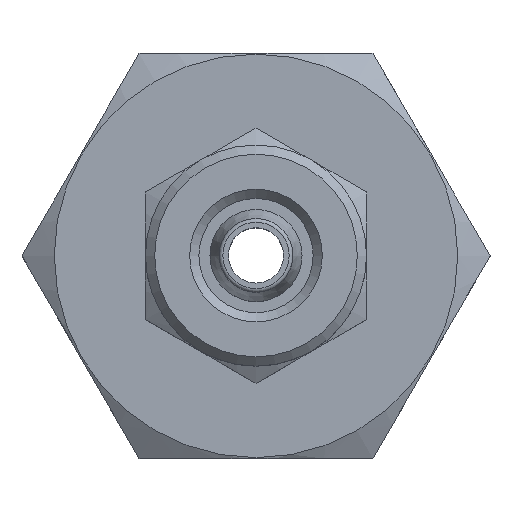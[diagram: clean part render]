
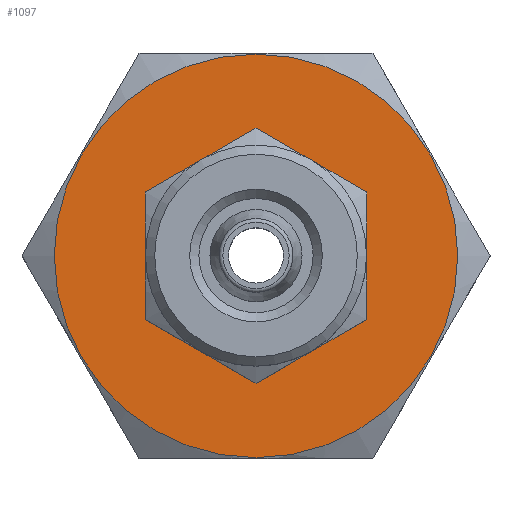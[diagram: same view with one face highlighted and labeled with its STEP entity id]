
A CAD part, top view. The second image highlights one B-rep face of the part: STEP entity #1097.
In plain terms, the highlighted planar face has unit normal (0, 0, 1).
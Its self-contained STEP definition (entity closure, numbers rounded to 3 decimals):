
#92=PLANE('',#1168);
#141=ORIENTED_EDGE('',*,*,#319,.T.);
#142=ORIENTED_EDGE('',*,*,#318,.F.);
#318=EDGE_CURVE('',#408,#408,#474,.T.);
#319=EDGE_CURVE('',#409,#409,#475,.T.);
#408=VERTEX_POINT('',#1486);
#409=VERTEX_POINT('',#1489);
#474=CIRCLE('',#1167,4.25);
#475=CIRCLE('',#1169,10.95);
#519=EDGE_LOOP('',(#141));
#520=EDGE_LOOP('',(#142));
#607=FACE_BOUND('',#519,.T.);
#608=FACE_BOUND('',#520,.T.);
#1097=ADVANCED_FACE('',(#607,#608),#92,.F.);
#1167=AXIS2_PLACEMENT_3D('',#1485,#1275,#1276);
#1168=AXIS2_PLACEMENT_3D('',#1487,#1277,#1278);
#1169=AXIS2_PLACEMENT_3D('',#1488,#1279,#1280);
#1275=DIRECTION('',(0.,0.,1.));
#1276=DIRECTION('',(1.,0.,0.));
#1277=DIRECTION('',(0.,0.,-1.));
#1278=DIRECTION('',(-1.,0.,0.));
#1279=DIRECTION('',(0.,0.,1.));
#1280=DIRECTION('',(1.,0.,0.));
#1485=CARTESIAN_POINT('',(0.,0.,-15.));
#1486=CARTESIAN_POINT('',(4.25,0.,-15.));
#1487=CARTESIAN_POINT('',(0.,0.,-15.));
#1488=CARTESIAN_POINT('',(0.,0.,-15.));
#1489=CARTESIAN_POINT('',(10.95,0.,-15.));
